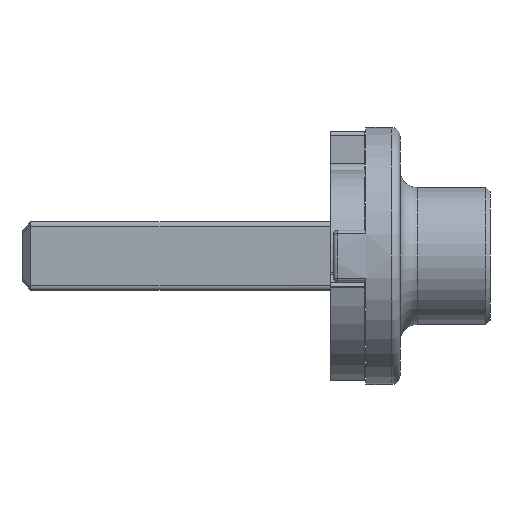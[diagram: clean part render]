
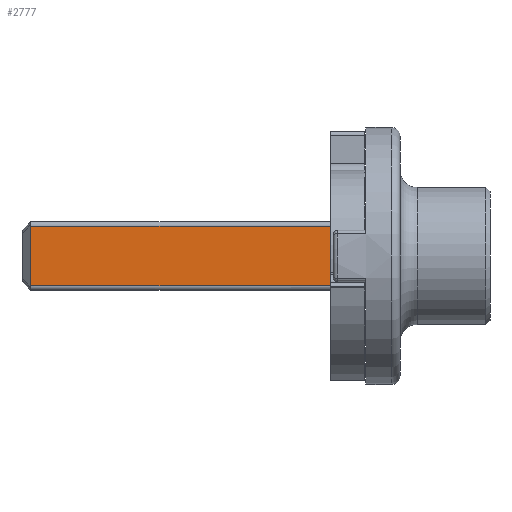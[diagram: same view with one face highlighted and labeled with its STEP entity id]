
A CAD part, front view. The second image highlights one B-rep face of the part: STEP entity #2777.
In plain terms, the highlighted face is planar.
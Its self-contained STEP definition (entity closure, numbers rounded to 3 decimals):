
#39 = EDGE_LOOP ( 'NONE', ( #1371, #2126, #567, #2474 ) ) ;
#111 = VERTEX_POINT ( 'NONE', #3141 ) ;
#237 = VECTOR ( 'NONE', #1414, 1000. ) ;
#567 = ORIENTED_EDGE ( 'NONE', *, *, #2382, .T. ) ;
#643 = VERTEX_POINT ( 'NONE', #2407 ) ;
#752 = CARTESIAN_POINT ( 'NONE',  ( 4., 3.5, 35. ) ) ;
#858 = DIRECTION ( 'NONE',  ( 0., 0., 1. ) ) ;
#1088 = VECTOR ( 'NONE', #1792, 1000. ) ;
#1099 = FACE_OUTER_BOUND ( 'NONE', #39, .T. ) ;
#1222 = DIRECTION ( 'NONE',  ( -1., 0., 0. ) ) ;
#1296 = VECTOR ( 'NONE', #1673, 1000. ) ;
#1371 = ORIENTED_EDGE ( 'NONE', *, *, #2921, .F. ) ;
#1379 = VECTOR ( 'NONE', #2402, 1000. ) ;
#1414 = DIRECTION ( 'NONE',  ( 0., 0., -1. ) ) ;
#1583 = CARTESIAN_POINT ( 'NONE',  ( 4., -3.5, 36. ) ) ;
#1673 = DIRECTION ( 'NONE',  ( 0., 1., 0. ) ) ;
#1774 = CARTESIAN_POINT ( 'NONE',  ( 4., -3.5, 36. ) ) ;
#1792 = DIRECTION ( 'NONE',  ( 0., 0., -1. ) ) ;
#1830 = EDGE_CURVE ( 'NONE', #3139, #1907, #3117, .T. ) ;
#1838 = EDGE_CURVE ( 'NONE', #643, #111, #3472, .T. ) ;
#1907 = VERTEX_POINT ( 'NONE', #3303 ) ;
#2031 = CARTESIAN_POINT ( 'NONE',  ( 4., -3.5, 0. ) ) ;
#2126 = ORIENTED_EDGE ( 'NONE', *, *, #1830, .T. ) ;
#2137 = LINE ( 'NONE', #1774, #237 ) ;
#2153 = CARTESIAN_POINT ( 'NONE',  ( 4., 3.5, 36. ) ) ;
#2304 = PLANE ( 'NONE',  #3006 ) ;
#2382 = EDGE_CURVE ( 'NONE', #1907, #643, #2137, .T. ) ;
#2402 = DIRECTION ( 'NONE',  ( 0., -1., 0. ) ) ;
#2407 = CARTESIAN_POINT ( 'NONE',  ( 4., -3.5, 0. ) ) ;
#2474 = ORIENTED_EDGE ( 'NONE', *, *, #1838, .T. ) ;
#2511 = LINE ( 'NONE', #2153, #1088 ) ;
#2756 = CARTESIAN_POINT ( 'NONE',  ( 4., -3.5, 35. ) ) ;
#2777 = ADVANCED_FACE ( 'NONE', ( #1099 ), #2304, .F. ) ;
#2921 = EDGE_CURVE ( 'NONE', #3139, #111, #2511, .T. ) ;
#3006 = AXIS2_PLACEMENT_3D ( 'NONE', #1583, #1222, #858 ) ;
#3117 = LINE ( 'NONE', #2756, #1379 ) ;
#3139 = VERTEX_POINT ( 'NONE', #752 ) ;
#3141 = CARTESIAN_POINT ( 'NONE',  ( 4., 3.5, 0. ) ) ;
#3303 = CARTESIAN_POINT ( 'NONE',  ( 4., -3.5, 35. ) ) ;
#3472 = LINE ( 'NONE', #2031, #1296 ) ;
